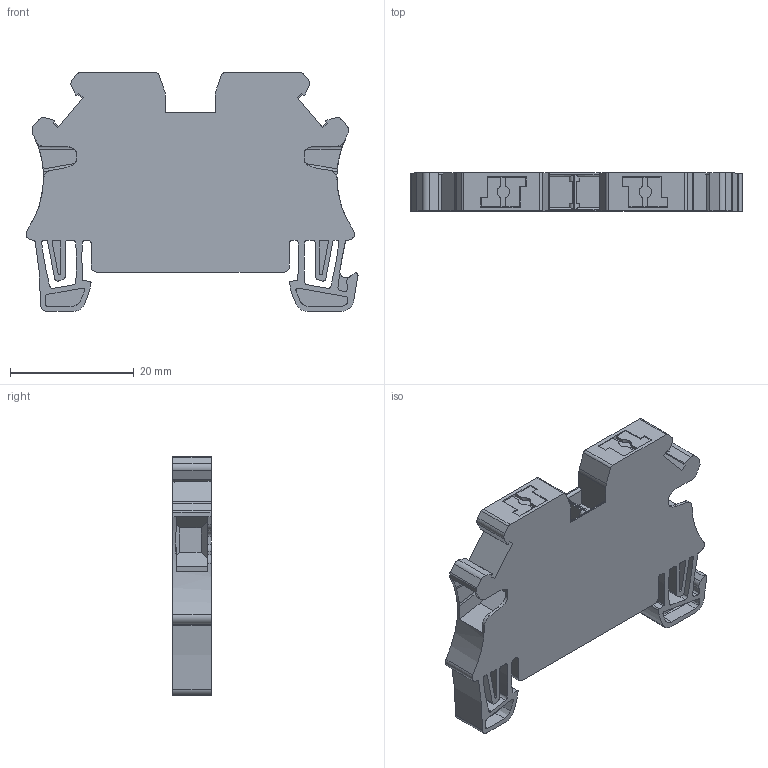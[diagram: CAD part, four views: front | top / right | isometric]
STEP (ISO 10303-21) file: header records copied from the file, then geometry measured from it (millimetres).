
FILE_DESCRIPTION( ('This file contains a STEP AP42 implementation' ,'as created by ZW3D STEP Interface translator.') ,'2;1' );
FILE_NAME( 'RPI4傷赽耀倰.stp' ,'23 4 6.171712', (''), ('ZWCAD Software Co.'), 'Version 1.0', 'ZW3D to STEP translator', '' );
FILE_SCHEMA(('AUTOMOTIVE_DESIGN { 1 0 10303 214 1 1 1 1 }'));
Length unit declared in the file: millimetre
Products named in the file (2): 0; RPI4-PE
Bounding box: 53.56 x 6.15 x 38.5 mm (x, y, z)
Volume: 8179.8 mm3; surface area: 5604.7 mm2
Topology: 1 solids, 1 shells, 323 faces, 935 edges, 626 vertices
Faces by surface type: plane 189, cylinder 109, bspline 25
Entity records: 11402 total; most frequent: CARTESIAN_POINT 2479, ORIENTED_EDGE 1870, DIRECTION 1717, EDGE_CURVE 935, VECTOR 631, LINE 631, VERTEX_POINT 626, AXIS2_PLACEMENT_3D 543
